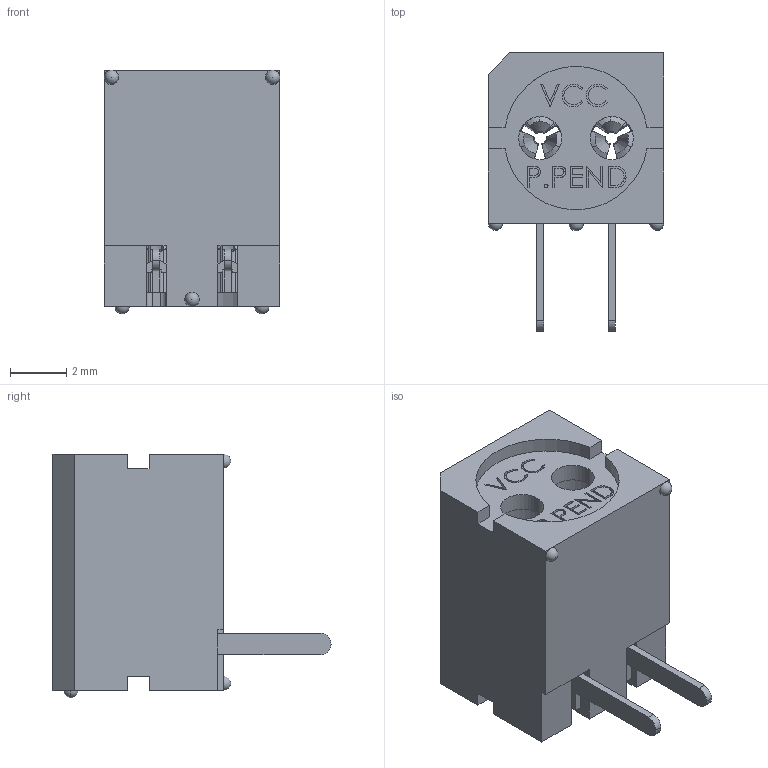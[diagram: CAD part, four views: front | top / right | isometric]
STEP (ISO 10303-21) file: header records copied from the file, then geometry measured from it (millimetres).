
FILE_DESCRIPTION (( 'STEP AP214' ), '1' );
FILE_NAME ('PCH_330.STEP', '2018-03-09T00:16:32', ( '' ), ( '' ), 'SwSTEP 2.0', 'SolidWorks 2016', '' );
FILE_SCHEMA (( 'AUTOMOTIVE_DESIGN' ));
Length unit declared in the file: inch
Products named in the file (3): 330 002; 330 500; PCH_330
Assembly tree (3 placements, depth 2):
  PCH_330
    330 500
    330 002  x2
Bounding box: 6.22 x 9.86 x 8.64 mm (x, y, z)
Volume: 246.2 mm3; surface area: 539 mm2
Topology: 3 solids, 3 shells, 374 faces, 992 edges, 634 vertices
Faces by surface type: plane 159, bspline 83, cylinder 53, torus 40, cone 32, sphere 7
Entity records: 11420 total; most frequent: CARTESIAN_POINT 4944, ORIENTED_EDGE 1430, DIRECTION 1125, EDGE_CURVE 715, VERTEX_POINT 465, LINE 419, VECTOR 419, AXIS2_PLACEMENT_3D 353
